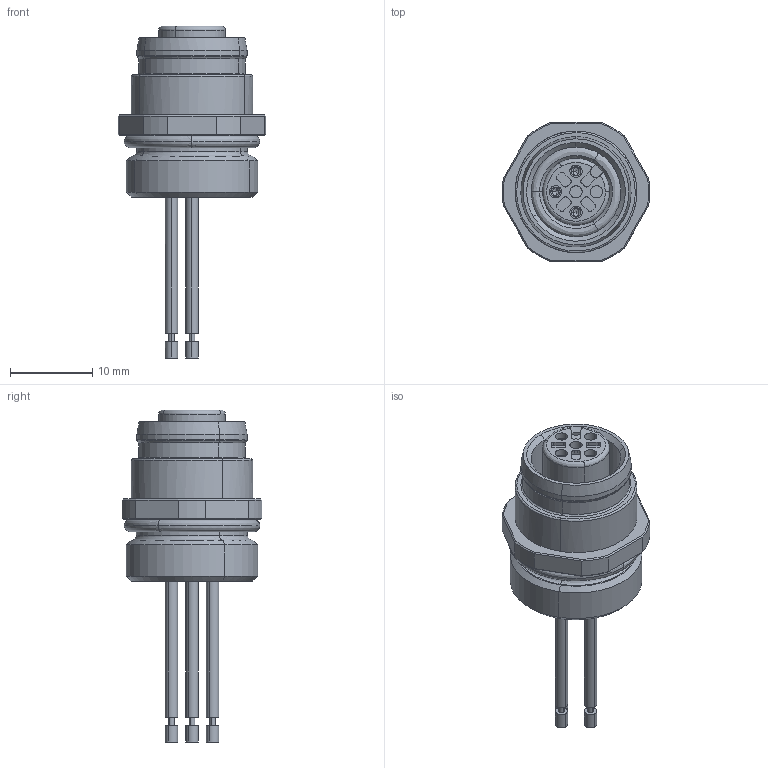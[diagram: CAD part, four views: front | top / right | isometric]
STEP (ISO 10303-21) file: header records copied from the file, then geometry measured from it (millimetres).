
FILE_DESCRIPTION(('CATIA V5 STEP Exchange','CAx-IF Rec.Pracs.--- Model Styling and Organization---1.4--- 2014-01-23'),'2;1');
FILE_NAME ('024054-2_1', '2019-12-05T08:30:34+00:00', ('none'), ('Weidmueller'), 'CATIA Version 5-6 Release 2016 SP3 HF44', 'CATIA V5 STEP AP214', 'none');
FILE_SCHEMA(('AUTOMOTIVE_DESIGN { 1 0 10303 214 1 1 1 1 }'));
Length unit declared in the file: millimetre
Products named in the file (1): 1861120000
Bounding box: 17.96 x 17 x 40.35 mm (x, y, z)
Volume: 2441 mm3; surface area: 4169 mm2
Topology: 12 solids, 12 shells, 669 faces, 1693 edges, 1063 vertices
Faces by surface type: bspline 525, plane 144
Entity records: 22124 total; most frequent: CARTESIAN_POINT 12343, ORIENTED_EDGE 3350, EDGE_CURVE 1675, VERTEX_POINT 1063, EDGE_LOOP 724, ADVANCED_FACE 669, FACE_OUTER_BOUND 669, B_SPLINE_CURVE_WITH_KNOTS 506
